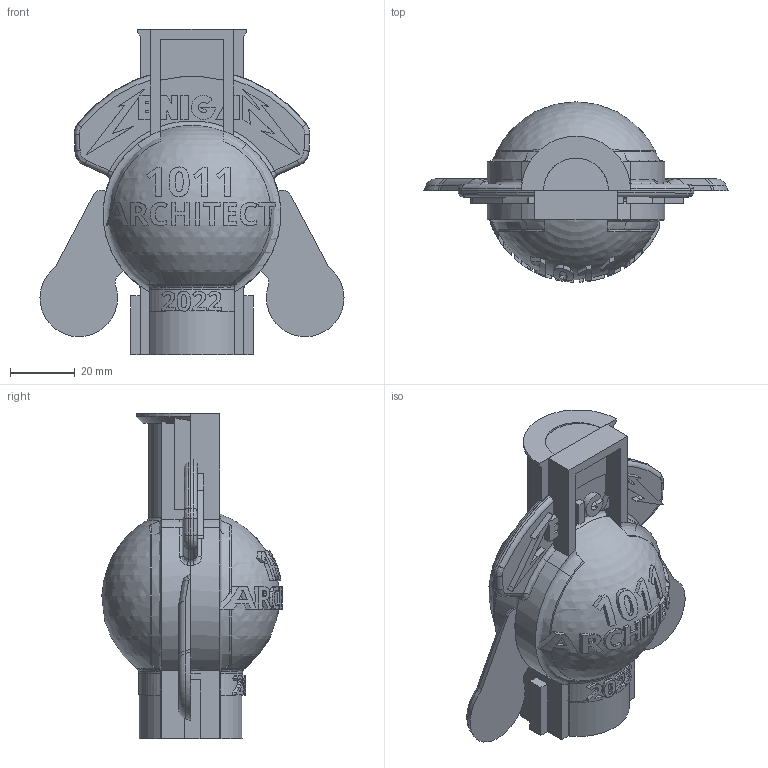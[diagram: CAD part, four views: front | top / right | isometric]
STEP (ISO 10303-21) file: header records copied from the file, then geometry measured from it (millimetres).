
FILE_DESCRIPTION(/* description */ ('STEP AP242','CAx-IF Rec.Pracs.---Representation and Presentation of Product Manufacturing Information (PMI)---4.0---2014-10-13','CAx-IF Rec.Pracs.---3D Tessellated Geometry---0.4---2014-09-14','2;1'),/* implementation_level */ '2;1');
FILE_NAME(/* name */ '6254548345e5f4380d03cc3c',/* time_stamp */ '2022-04-11T16:17:08+00:00',/* author */ (''),/* organization */ (''),/* preprocessor_version */ 'ST-DEVELOPER v18.101',/* originating_system */ ' ',/* authorisation */ ' ');
FILE_SCHEMA (('AP242_MANAGED_MODEL_BASED_3D_ENGINEERING_MIM_LF { 1 0 10303 442 1 1 4 }'));
Length unit declared in the file: metre
Products named in the file (4): Lower Core Box; Upper Pattern; Lower Pattern; Upper Core Box
Bounding box: 94 x 55.77 x 100.5 mm (x, y, z)
Volume: 153015.7 mm3; surface area: 55755.2 mm2
Topology: 4 solids, 4 shells, 610 faces, 1641 edges, 1064 vertices
Faces by surface type: plane 279, bspline 217, cylinder 54, torus 27, sphere 23, cone 10
Full cylindrical faces by diameter (mm): 3.175 x4
Entity records: 20980 total; most frequent: CARTESIAN_POINT 7054, ORIENTED_EDGE 3246, DIRECTION 2312, EDGE_CURVE 1623, VERTEX_POINT 1059, AXIS2_PLACEMENT_3D 806, LINE 700, VECTOR 700
